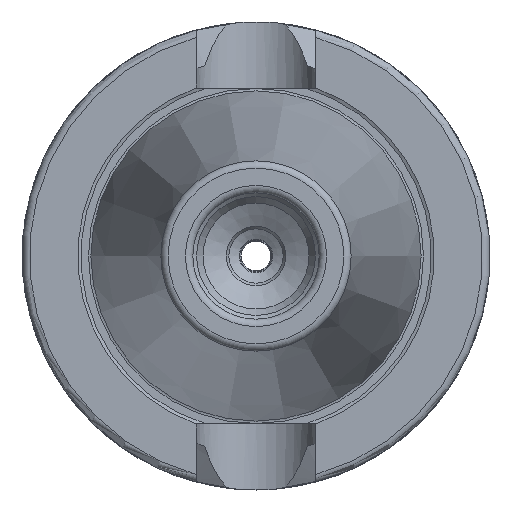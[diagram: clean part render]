
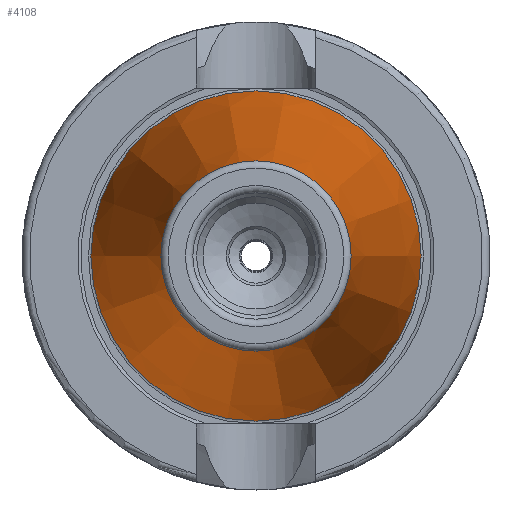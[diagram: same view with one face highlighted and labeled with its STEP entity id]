
A CAD part, left-side view. The second image highlights one B-rep face of the part: STEP entity #4108.
In plain terms, the highlighted conical face has half-angle 8.297 degrees and reference radius 17.519 mm.
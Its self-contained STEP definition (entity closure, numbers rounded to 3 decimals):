
#4074=CARTESIAN_POINT('',(-64.144,12.812,0.0));
#4075=VERTEX_POINT('',#4074);
#4076=CARTESIAN_POINT('',(-64.144,0.,0.0));
#4077=DIRECTION('',(1.0,0.0,0.0));
#4078=DIRECTION('',(0.0,1.0,0.0));
#4079=AXIS2_PLACEMENT_3D('',#4076,#4077,#4078);
#4080=CIRCLE('',#4079,12.812);
#4081=EDGE_CURVE('',#4075,#4075,#4080,.T.);
#4089=CARTESIAN_POINT('',(-31.872,0.,0.0));
#4090=DIRECTION('',(1.0,0.,0.0));
#4091=DIRECTION('',(0.0,1.0,0.0));
#4092=AXIS2_PLACEMENT_3D('',#4089,#4090,#4091);
#4093=CONICAL_SURFACE('',#4092,17.519,8.297);
#4094=CARTESIAN_POINT('',(0.4,22.225,0.0));
#4095=VERTEX_POINT('',#4094);
#4096=CARTESIAN_POINT('',(0.4,0.,0.0));
#4097=DIRECTION('',(1.0,0.0,0.0));
#4098=DIRECTION('',(0.0,1.0,0.0));
#4099=AXIS2_PLACEMENT_3D('',#4096,#4097,#4098);
#4100=CIRCLE('',#4099,22.225);
#4101=EDGE_CURVE('',#4095,#4095,#4100,.T.);
#4102=ORIENTED_EDGE('',*,*,#4101,.F.);
#4103=EDGE_LOOP('',(#4102));
#4104=FACE_OUTER_BOUND('',#4103,.T.);
#4105=ORIENTED_EDGE('',*,*,#4081,.T.);
#4106=EDGE_LOOP('',(#4105));
#4107=FACE_BOUND('',#4106,.T.);
#4108=ADVANCED_FACE('',(#4104,#4107),#4093,.T.);
